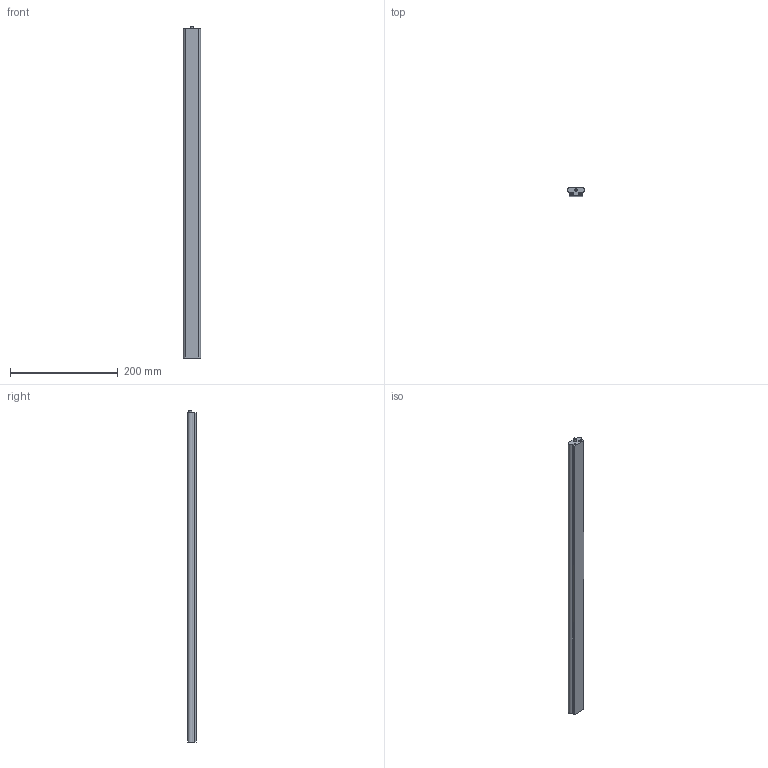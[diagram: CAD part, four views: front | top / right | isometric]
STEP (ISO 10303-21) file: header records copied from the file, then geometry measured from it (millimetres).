
FILE_DESCRIPTION(/* description */ (''),/* implementation_level */ '2;1');
FILE_NAME(/* name */ 'Q580E-7171-24.stp',/* time_stamp */ '2018-02-01T11:36:37-05:00',/* author */ ('pflynn'),/* organization */ (''),/* preprocessor_version */ 'ST-DEVELOPER v16.5',/* originating_system */ 'Autodesk Inventor 2017',/* authorisation */ '');
FILE_SCHEMA (('CONFIG_CONTROL_DESIGN'));
Length unit declared in the file: inch
Products named in the file (1): Part55
Bounding box: 31.75 x 15.88 x 614.93 mm (x, y, z)
Volume: 195635.2 mm3; surface area: 103624.2 mm2
Topology: 1 solids, 2 shells, 25 faces, 57 edges, 38 vertices
Faces by surface type: plane 16, cylinder 8, cone 1
Full cylindrical faces by diameter (mm): 1.778 x1, 4.826 x1
Entity records: 753 total; most frequent: DIRECTION 122, CARTESIAN_POINT 116, ORIENTED_EDGE 106, EDGE_CURVE 53, AXIS2_PLACEMENT_3D 43, VERTEX_POINT 37, LINE 36, VECTOR 36
